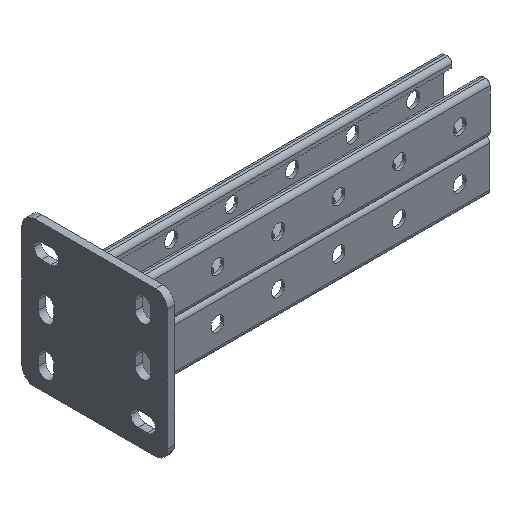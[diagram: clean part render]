
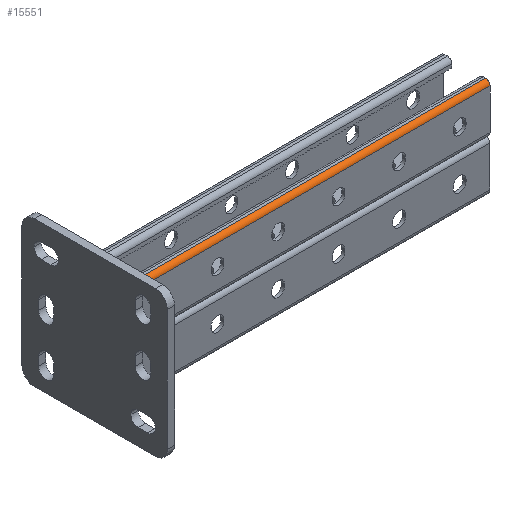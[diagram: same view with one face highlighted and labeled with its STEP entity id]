
A CAD part, isometric view. The second image highlights one B-rep face of the part: STEP entity #15551.
In plain terms, the highlighted cylindrical face has radius 3.75 mm (diameter 7.5 mm), a partial arc.
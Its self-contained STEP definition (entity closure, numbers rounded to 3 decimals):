
#1467 = CIRCLE ( 'NONE', #20042, 3.75 ) ;
#2719 = DIRECTION ( 'NONE',  ( 1., 0., 0. ) ) ;
#2996 = EDGE_CURVE ( 'NONE', #13879, #3500, #11448, .T. ) ;
#3325 = FACE_OUTER_BOUND ( 'NONE', #14971, .T. ) ;
#3500 = VERTEX_POINT ( 'NONE', #7122 ) ;
#4275 = AXIS2_PLACEMENT_3D ( 'NONE', #17438, #9774, #11375 ) ;
#4335 = CARTESIAN_POINT ( 'NONE',  ( -16.75, 41., -150. ) ) ;
#4343 = CARTESIAN_POINT ( 'NONE',  ( -20.5, 37.25, 0. ) ) ;
#5733 = CARTESIAN_POINT ( 'NONE',  ( -16.75, 37.25, 0. ) ) ;
#6543 = CARTESIAN_POINT ( 'NONE',  ( -16.75, 37.25, -150. ) ) ;
#6703 = VECTOR ( 'NONE', #15514, 1000. ) ;
#7122 = CARTESIAN_POINT ( 'NONE',  ( -16.75, 41., 0. ) ) ;
#8540 = EDGE_CURVE ( 'NONE', #20102, #13879, #12667, .T. ) ;
#9774 = DIRECTION ( 'NONE',  ( 0., 0., -1. ) ) ;
#10763 = VERTEX_POINT ( 'NONE', #4343 ) ;
#11375 = DIRECTION ( 'NONE',  ( 1., 0., 0. ) ) ;
#11448 = LINE ( 'NONE', #4335, #6703 ) ;
#11854 = AXIS2_PLACEMENT_3D ( 'NONE', #6543, #17623, #19279 ) ;
#12335 = LINE ( 'NONE', #17724, #20471 ) ;
#12667 = CIRCLE ( 'NONE', #4275, 3.75 ) ;
#13172 = ORIENTED_EDGE ( 'NONE', *, *, #14921, .T. ) ;
#13242 = DIRECTION ( 'NONE',  ( 0., 0., 1. ) ) ;
#13879 = VERTEX_POINT ( 'NONE', #15542 ) ;
#14684 = CARTESIAN_POINT ( 'NONE',  ( -20.5, 37.25, -300. ) ) ;
#14921 = EDGE_CURVE ( 'NONE', #20102, #10763, #12335, .T. ) ;
#14971 = EDGE_LOOP ( 'NONE', ( #14988, #20202, #20353, #13172 ) ) ;
#14988 = ORIENTED_EDGE ( 'NONE', *, *, #17400, .T. ) ;
#15514 = DIRECTION ( 'NONE',  ( 0., 0., 1. ) ) ;
#15542 = CARTESIAN_POINT ( 'NONE',  ( -16.75, 41., -300. ) ) ;
#15551 = ADVANCED_FACE ( 'NONE', ( #3325 ), #19216, .T. ) ;
#17400 = EDGE_CURVE ( 'NONE', #10763, #3500, #1467, .T. ) ;
#17438 = CARTESIAN_POINT ( 'NONE',  ( -16.75, 37.25, -300. ) ) ;
#17623 = DIRECTION ( 'NONE',  ( 0., 0., 1. ) ) ;
#17724 = CARTESIAN_POINT ( 'NONE',  ( -20.5, 37.25, -150. ) ) ;
#19216 = CYLINDRICAL_SURFACE ( 'NONE', #11854, 3.75 ) ;
#19279 = DIRECTION ( 'NONE',  ( 1., 0., 0. ) ) ;
#19928 = DIRECTION ( 'NONE',  ( 0., 0., -1. ) ) ;
#20042 = AXIS2_PLACEMENT_3D ( 'NONE', #5733, #19928, #2719 ) ;
#20102 = VERTEX_POINT ( 'NONE', #14684 ) ;
#20202 = ORIENTED_EDGE ( 'NONE', *, *, #2996, .F. ) ;
#20353 = ORIENTED_EDGE ( 'NONE', *, *, #8540, .F. ) ;
#20471 = VECTOR ( 'NONE', #13242, 1000. ) ;
